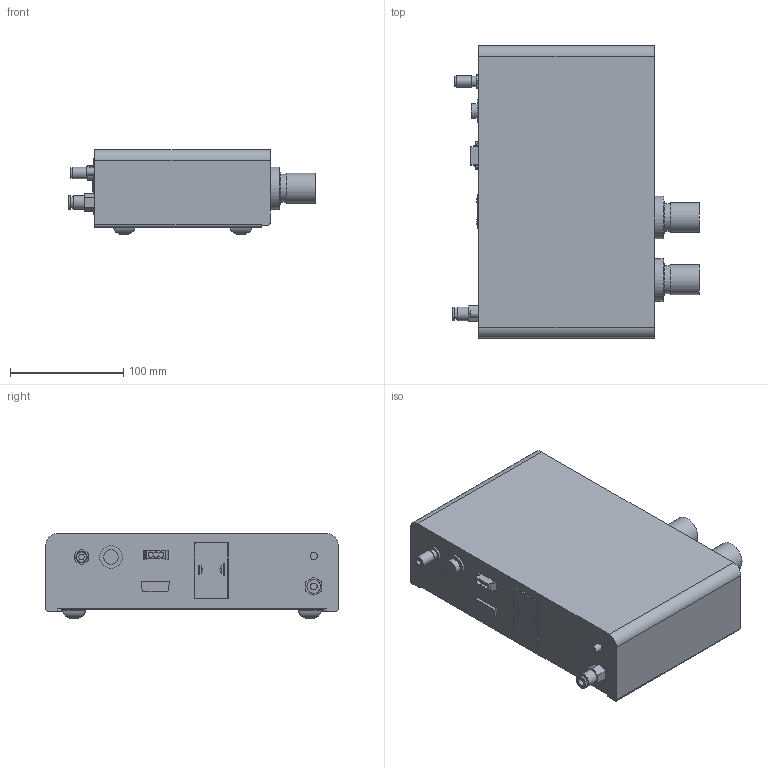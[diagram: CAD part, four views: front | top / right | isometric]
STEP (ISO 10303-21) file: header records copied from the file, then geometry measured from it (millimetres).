
FILE_DESCRIPTION(/* description */ (''),/* implementation_level */ '2;1');
FILE_NAME(/* name */ 'VC1300_S00600_R4_Kunde_Shrinkwrap_1.stp',/* time_stamp */ '2021-04-01T16:00:00+02:00',/* author */ ('glueck'),/* organization */ (''),/* preprocessor_version */ 'ST-DEVELOPER v18.1',/* originating_system */ 'Autodesk Inventor 2021',/* authorisation */ '');
FILE_SCHEMA (('AUTOMOTIVE_DESIGN { 1 0 10303 214 3 1 1 }'));
Length unit declared in the file: millimetre
Products named in the file (1): VC1300_S00600_R4_Kunde_Shrinkwrap_1
Bounding box: 217.7 x 258 x 74.5 mm (x, y, z)
Volume: 2730473.5 mm3; surface area: 147056.7 mm2
Topology: 1 solids, 1 shells, 195 faces, 443 edges, 286 vertices
Faces by surface type: plane 113, cylinder 72, torus 6, cone 4
Full cylindrical faces by diameter (mm): 5 x1, 6 x1, 6.4 x1, 8.566 x1, 9 x2, 10 x2, 12 x2, 13 x1, 20.2 x1, 24.5 x2, 26.5 x2, 28 x2, 37.5 x2
Entity records: 5783 total; most frequent: DIRECTION 973, CARTESIAN_POINT 953, ORIENTED_EDGE 886, EDGE_CURVE 443, AXIS2_PLACEMENT_3D 338, LINE 297, VECTOR 297, VERTEX_POINT 286
